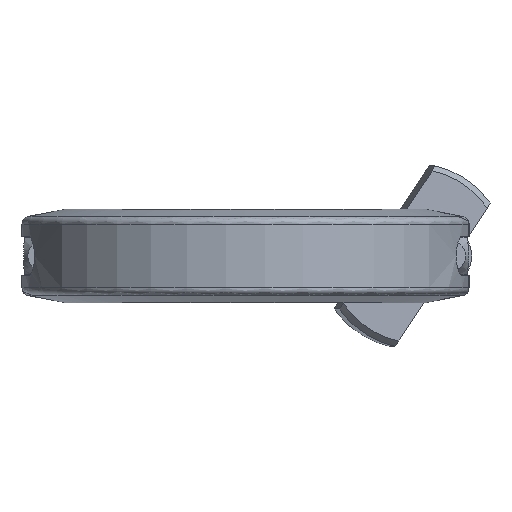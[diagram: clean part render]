
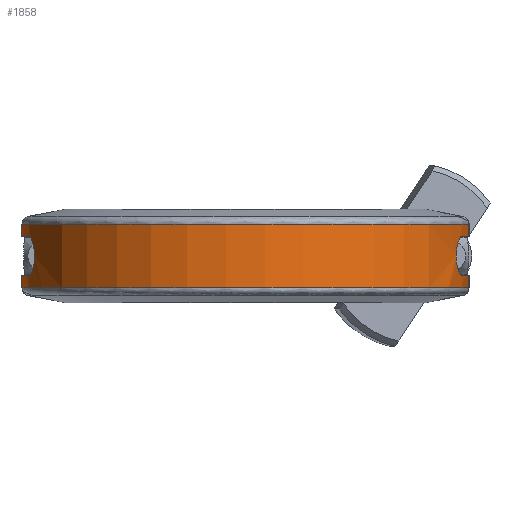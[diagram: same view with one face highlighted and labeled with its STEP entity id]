
A CAD part, front view. The second image highlights one B-rep face of the part: STEP entity #1858.
In plain terms, the highlighted cylindrical face has radius 38.1 mm (diameter 76.2 mm), a partial arc.
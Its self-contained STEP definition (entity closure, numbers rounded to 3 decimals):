
#140=CYLINDRICAL_SURFACE('',#1979,38.1);
#239=LINE('',#2716,#330);
#242=LINE('',#2726,#333);
#243=LINE('',#2751,#334);
#244=LINE('',#2755,#335);
#330=VECTOR('',#2191,2.071);
#333=VECTOR('',#2196,2.071);
#334=VECTOR('',#2201,2.071);
#335=VECTOR('',#2204,2.071);
#478=FACE_OUTER_BOUND('',#589,.T.);
#589=EDGE_LOOP('',(#1321,#1322,#1323,#1324,#1325,#1326,#1327,#1328,#1329,
#1330,#1331,#1332));
#740=CIRCLE('',#1976,38.1);
#742=CIRCLE('',#1980,38.1);
#743=CIRCLE('',#1981,38.1);
#744=CIRCLE('',#1982,38.1);
#745=CIRCLE('',#1983,38.1);
#746=CIRCLE('',#1984,38.1);
#824=B_SPLINE_CURVE_WITH_KNOTS('',3,(#2730,#2731,#2732,#2733,#2734,#2735,
#2736,#2737,#2738,#2739,#2740,#2741,#2742,#2743,#2744,#2745,#2746,#2747),
 .UNSPECIFIED.,.F.,.F.,(4,2,2,2,2,2,2,2,4),(0.,0.157,0.296,
0.423,0.548,0.678,0.807,
0.941,1.086),.UNSPECIFIED.);
#825=B_SPLINE_CURVE_WITH_KNOTS('',3,(#2759,#2760,#2761,#2762,#2763,#2764,
#2765,#2766,#2767,#2768,#2769,#2770,#2771,#2772,#2773,#2774,#2775,#2776),
 .UNSPECIFIED.,.F.,.F.,(4,2,2,2,2,2,2,2,4),(0.,0.157,0.296,
0.423,0.548,0.678,0.807,
0.941,1.086),.UNSPECIFIED.);
#850=VERTEX_POINT('',#2689);
#851=VERTEX_POINT('',#2700);
#853=VERTEX_POINT('',#2715);
#856=VERTEX_POINT('',#2725);
#857=VERTEX_POINT('',#2727);
#858=VERTEX_POINT('',#2729);
#859=VERTEX_POINT('',#2748);
#860=VERTEX_POINT('',#2750);
#861=VERTEX_POINT('',#2752);
#862=VERTEX_POINT('',#2754);
#863=VERTEX_POINT('',#2756);
#864=VERTEX_POINT('',#2758);
#1043=EDGE_CURVE('',#850,#851,#740,.T.);
#1046=EDGE_CURVE('',#851,#853,#239,.T.);
#1050=EDGE_CURVE('',#856,#850,#242,.T.);
#1051=EDGE_CURVE('',#856,#857,#742,.T.);
#1052=EDGE_CURVE('',#857,#858,#824,.T.);
#1053=EDGE_CURVE('',#858,#859,#743,.T.);
#1054=EDGE_CURVE('',#860,#859,#243,.T.);
#1055=EDGE_CURVE('',#861,#860,#744,.T.);
#1056=EDGE_CURVE('',#862,#861,#244,.T.);
#1057=EDGE_CURVE('',#862,#863,#745,.T.);
#1058=EDGE_CURVE('',#863,#864,#825,.T.);
#1059=EDGE_CURVE('',#864,#853,#746,.T.);
#1321=ORIENTED_EDGE('',*,*,#1043,.F.);
#1322=ORIENTED_EDGE('',*,*,#1050,.F.);
#1323=ORIENTED_EDGE('',*,*,#1051,.T.);
#1324=ORIENTED_EDGE('',*,*,#1052,.T.);
#1325=ORIENTED_EDGE('',*,*,#1053,.T.);
#1326=ORIENTED_EDGE('',*,*,#1054,.F.);
#1327=ORIENTED_EDGE('',*,*,#1055,.F.);
#1328=ORIENTED_EDGE('',*,*,#1056,.F.);
#1329=ORIENTED_EDGE('',*,*,#1057,.T.);
#1330=ORIENTED_EDGE('',*,*,#1058,.T.);
#1331=ORIENTED_EDGE('',*,*,#1059,.T.);
#1332=ORIENTED_EDGE('',*,*,#1046,.F.);
#1858=ADVANCED_FACE('',(#478),#140,.T.);
#1976=AXIS2_PLACEMENT_3D('',#2701,#2185,#2186);
#1979=AXIS2_PLACEMENT_3D('',#2724,#2194,#2195);
#1980=AXIS2_PLACEMENT_3D('',#2728,#2197,#2198);
#1981=AXIS2_PLACEMENT_3D('',#2749,#2199,#2200);
#1982=AXIS2_PLACEMENT_3D('',#2753,#2202,#2203);
#1983=AXIS2_PLACEMENT_3D('',#2757,#2205,#2206);
#1984=AXIS2_PLACEMENT_3D('',#2777,#2207,#2208);
#2185=DIRECTION('center_axis',(0.,0.,1.));
#2186=DIRECTION('ref_axis',(0.,1.,0.));
#2191=DIRECTION('',(0.,0.,-1.));
#2194=DIRECTION('center_axis',(0.,0.,1.));
#2195=DIRECTION('ref_axis',(1.,0.023,0.));
#2196=DIRECTION('',(0.,0.,1.));
#2197=DIRECTION('center_axis',(0.,0.,
1.));
#2198=DIRECTION('ref_axis',(1.,0.023,0.));
#2199=DIRECTION('center_axis',(0.,0.,
-1.));
#2200=DIRECTION('ref_axis',(1.,0.023,0.));
#2201=DIRECTION('',(0.,0.,1.));
#2202=DIRECTION('center_axis',(0.,0.,-1.));
#2203=DIRECTION('ref_axis',(0.,1.,0.));
#2204=DIRECTION('',(0.,0.,-1.));
#2205=DIRECTION('center_axis',(0.,0.,
-1.));
#2206=DIRECTION('ref_axis',(1.,0.023,0.));
#2207=DIRECTION('center_axis',(0.,0.,
1.));
#2208=DIRECTION('ref_axis',(1.,0.023,0.));
#2689=CARTESIAN_POINT('',(37.96,3.261,5.421));
#2700=CARTESIAN_POINT('',(-37.96,3.261,5.421));
#2701=CARTESIAN_POINT('Origin',(0.,0.,5.421));
#2715=CARTESIAN_POINT('',(-37.96,3.261,3.35));
#2716=CARTESIAN_POINT('',(-37.96,3.261,0.));
#2724=CARTESIAN_POINT('Origin',(0.,0.,0.));
#2725=CARTESIAN_POINT('',(37.96,3.261,3.35));
#2726=CARTESIAN_POINT('',(37.96,3.261,0.));
#2727=CARTESIAN_POINT('',(36.881,9.559,3.35));
#2728=CARTESIAN_POINT('Origin',(0.,0.,3.35));
#2729=CARTESIAN_POINT('',(36.881,9.559,-3.35));
#2730=CARTESIAN_POINT('Ctrl Pts',(36.881,9.559,3.35));
#2731=CARTESIAN_POINT('Ctrl Pts',(36.75,10.066,3.336));
#2732=CARTESIAN_POINT('Ctrl Pts',(36.609,10.566,3.226));
#2733=CARTESIAN_POINT('Ctrl Pts',(36.349,11.427,2.825));
#2734=CARTESIAN_POINT('Ctrl Pts',(36.232,11.789,2.561));
#2735=CARTESIAN_POINT('Ctrl Pts',(36.039,12.364,1.917));
#2736=CARTESIAN_POINT('Ctrl Pts',(35.964,12.579,1.557));
#2737=CARTESIAN_POINT('Ctrl Pts',(35.864,12.862,0.773));
#2738=CARTESIAN_POINT('Ctrl Pts',(35.839,12.929,0.36));
#2739=CARTESIAN_POINT('Ctrl Pts',(35.844,12.916,-0.486));
#2740=CARTESIAN_POINT('Ctrl Pts',(35.875,12.829,-0.911));
#2741=CARTESIAN_POINT('Ctrl Pts',(35.99,12.504,-1.696));
#2742=CARTESIAN_POINT('Ctrl Pts',(36.071,12.271,-2.046));
#2743=CARTESIAN_POINT('Ctrl Pts',(36.269,11.674,-2.651));
#2744=CARTESIAN_POINT('Ctrl Pts',(36.384,11.313,-2.892));
#2745=CARTESIAN_POINT('Ctrl Pts',(36.631,10.488,-3.243));
#2746=CARTESIAN_POINT('Ctrl Pts',(36.76,10.027,-3.337));
#2747=CARTESIAN_POINT('Ctrl Pts',(36.881,9.559,-3.35));
#2748=CARTESIAN_POINT('',(37.96,3.261,-3.35));
#2749=CARTESIAN_POINT('Origin',(0.,0.,-3.35));
#2750=CARTESIAN_POINT('',(37.96,3.261,-5.421));
#2751=CARTESIAN_POINT('',(37.96,3.261,0.));
#2752=CARTESIAN_POINT('',(-37.96,3.261,-5.421));
#2753=CARTESIAN_POINT('Origin',(0.,0.,-5.421));
#2754=CARTESIAN_POINT('',(-37.96,3.261,-3.35));
#2755=CARTESIAN_POINT('',(-37.96,3.261,0.));
#2756=CARTESIAN_POINT('',(-36.881,9.559,-3.35));
#2757=CARTESIAN_POINT('Origin',(0.,0.,-3.35));
#2758=CARTESIAN_POINT('',(-36.881,9.559,3.35));
#2759=CARTESIAN_POINT('Ctrl Pts',(-36.881,9.559,-3.35));
#2760=CARTESIAN_POINT('Ctrl Pts',(-36.75,10.066,-3.336));
#2761=CARTESIAN_POINT('Ctrl Pts',(-36.609,10.566,-3.226));
#2762=CARTESIAN_POINT('Ctrl Pts',(-36.349,11.427,-2.825));
#2763=CARTESIAN_POINT('Ctrl Pts',(-36.232,11.789,-2.561));
#2764=CARTESIAN_POINT('Ctrl Pts',(-36.039,12.364,-1.917));
#2765=CARTESIAN_POINT('Ctrl Pts',(-35.964,12.579,-1.557));
#2766=CARTESIAN_POINT('Ctrl Pts',(-35.864,12.862,-0.773));
#2767=CARTESIAN_POINT('Ctrl Pts',(-35.839,12.929,-0.36));
#2768=CARTESIAN_POINT('Ctrl Pts',(-35.844,12.916,0.486));
#2769=CARTESIAN_POINT('Ctrl Pts',(-35.875,12.829,0.911));
#2770=CARTESIAN_POINT('Ctrl Pts',(-35.99,12.504,1.696));
#2771=CARTESIAN_POINT('Ctrl Pts',(-36.071,12.271,2.046));
#2772=CARTESIAN_POINT('Ctrl Pts',(-36.269,11.674,2.651));
#2773=CARTESIAN_POINT('Ctrl Pts',(-36.384,11.313,2.892));
#2774=CARTESIAN_POINT('Ctrl Pts',(-36.631,10.488,3.243));
#2775=CARTESIAN_POINT('Ctrl Pts',(-36.76,10.027,3.337));
#2776=CARTESIAN_POINT('Ctrl Pts',(-36.881,9.559,3.35));
#2777=CARTESIAN_POINT('Origin',(0.,0.,3.35));
